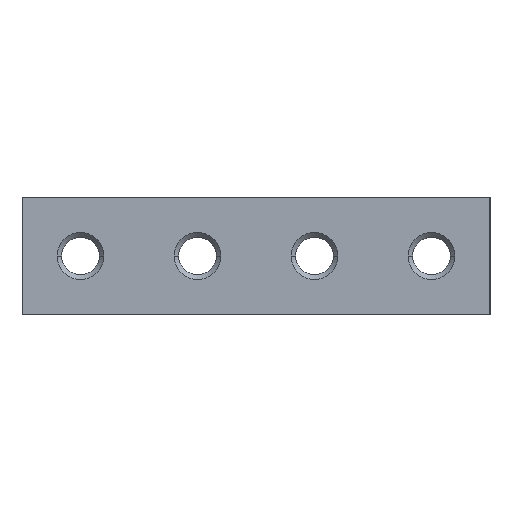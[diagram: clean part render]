
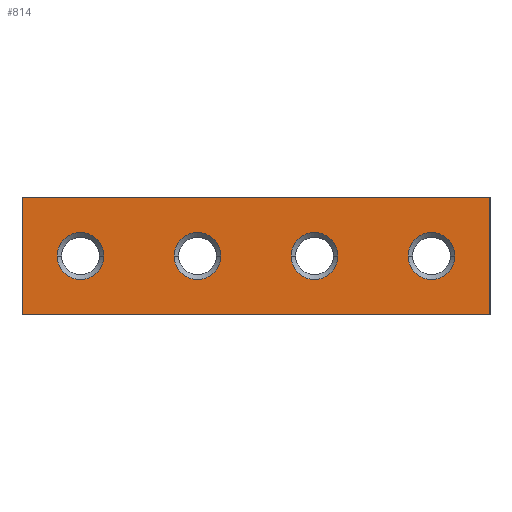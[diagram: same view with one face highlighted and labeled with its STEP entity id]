
A CAD part, left-side view. The second image highlights one B-rep face of the part: STEP entity #814.
In plain terms, the highlighted planar face has unit normal (-1, 0, 0).
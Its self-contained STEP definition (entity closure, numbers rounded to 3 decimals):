
#814=ADVANCED_FACE('',(#1959,#1960,#1961,#1962,#1963),#1964,.T.);
#1959=FACE_BOUND('',#3360,.T.);
#1960=FACE_BOUND('',#3361,.T.);
#1961=FACE_BOUND('',#3362,.T.);
#1962=FACE_BOUND('',#3363,.T.);
#1963=FACE_OUTER_BOUND('',#3364,.T.);
#1964=PLANE('',#3365);
#3360=EDGE_LOOP('',(#5783,#5784));
#3361=EDGE_LOOP('',(#5785,#5786));
#3362=EDGE_LOOP('',(#5787,#5788));
#3363=EDGE_LOOP('',(#5789,#5790));
#3364=EDGE_LOOP('',(#5791,#5792,#5793,#5794));
#3365=AXIS2_PLACEMENT_3D('',#5795,#5796,#5797);
#5783=ORIENTED_EDGE('',*,*,#8612,.F.);
#5784=ORIENTED_EDGE('',*,*,#8516,.F.);
#5785=ORIENTED_EDGE('',*,*,#8194,.F.);
#5786=ORIENTED_EDGE('',*,*,#8212,.F.);
#5787=ORIENTED_EDGE('',*,*,#8026,.F.);
#5788=ORIENTED_EDGE('',*,*,#8613,.F.);
#5789=ORIENTED_EDGE('',*,*,#8614,.F.);
#5790=ORIENTED_EDGE('',*,*,#8615,.F.);
#5791=ORIENTED_EDGE('',*,*,#8370,.T.);
#5792=ORIENTED_EDGE('',*,*,#8473,.F.);
#5793=ORIENTED_EDGE('',*,*,#7991,.F.);
#5794=ORIENTED_EDGE('',*,*,#8616,.T.);
#5795=CARTESIAN_POINT('',(0.0,0.,0.0));
#5796=DIRECTION('',(-1.0,0.,0.0));
#5797=DIRECTION('',(0.0,0.0,1.0));
#7991=EDGE_CURVE('',#9597,#9599,#9600,.T.);
#8026=EDGE_CURVE('',#9656,#9652,#9658,.T.);
#8194=EDGE_CURVE('',#9910,#9906,#9912,.T.);
#8212=EDGE_CURVE('',#9906,#9910,#9938,.T.);
#8370=EDGE_CURVE('',#10175,#10173,#10176,.T.);
#8473=EDGE_CURVE('',#9599,#10173,#10329,.T.);
#8516=EDGE_CURVE('',#10385,#10387,#10388,.T.);
#8612=EDGE_CURVE('',#10387,#10385,#10506,.T.);
#8613=EDGE_CURVE('',#9652,#9656,#10507,.T.);
#8614=EDGE_CURVE('',#10508,#10509,#10510,.T.);
#8615=EDGE_CURVE('',#10509,#10508,#10511,.T.);
#8616=EDGE_CURVE('',#9597,#10175,#10512,.T.);
#9597=VERTEX_POINT('',#11633);
#9599=VERTEX_POINT('',#11636);
#9600=LINE('',#11637,#11638);
#9652=VERTEX_POINT('',#11704);
#9656=VERTEX_POINT('',#11709);
#9658=CIRCLE('',#11712,10.04);
#9906=VERTEX_POINT('',#12020);
#9910=VERTEX_POINT('',#12025);
#9912=CIRCLE('',#12028,10.04);
#9938=CIRCLE('',#12058,10.04);
#10173=VERTEX_POINT('',#12348);
#10175=VERTEX_POINT('',#12351);
#10176=LINE('',#12352,#12353);
#10329=LINE('',#12517,#12518);
#10385=VERTEX_POINT('',#12588);
#10387=VERTEX_POINT('',#12591);
#10388=CIRCLE('',#12592,10.04);
#10506=CIRCLE('',#12741,10.04);
#10507=CIRCLE('',#12742,10.04);
#10508=VERTEX_POINT('',#12743);
#10509=VERTEX_POINT('',#12744);
#10510=CIRCLE('',#12745,10.04);
#10511=CIRCLE('',#12746,10.04);
#10512=LINE('',#12747,#12748);
#11633=CARTESIAN_POINT('',(0.0,0.,-50.0));
#11636=CARTESIAN_POINT('',(0.0,200.0,-50.0));
#11637=CARTESIAN_POINT('',(0.0,0.,-50.0));
#11638=VECTOR('',#13982,1.0);
#11704=CARTESIAN_POINT('',(0.,114.96,-25.0));
#11709=CARTESIAN_POINT('',(0.0,135.04,-25.0));
#11712=AXIS2_PLACEMENT_3D('',#14032,#14033,#14034);
#12020=CARTESIAN_POINT('',(0.,64.96,-25.0));
#12025=CARTESIAN_POINT('',(0.0,85.04,-25.0));
#12028=AXIS2_PLACEMENT_3D('',#14292,#14293,#14294);
#12058=AXIS2_PLACEMENT_3D('',#14320,#14321,#14322);
#12348=CARTESIAN_POINT('',(0.0,200.0,0.0));
#12351=CARTESIAN_POINT('',(0.0,0.,0.0));
#12352=CARTESIAN_POINT('',(0.0,0.,0.0));
#12353=VECTOR('',#14577,1.0);
#12517=CARTESIAN_POINT('',(0.0,200.0,-12.0));
#12518=VECTOR('',#14826,1.0);
#12588=CARTESIAN_POINT('',(0.,14.96,-25.0));
#12591=CARTESIAN_POINT('',(0.0,35.04,-25.0));
#12592=AXIS2_PLACEMENT_3D('',#14881,#14882,#14883);
#12741=AXIS2_PLACEMENT_3D('',#15008,#15009,#15010);
#12742=AXIS2_PLACEMENT_3D('',#15011,#15012,#15013);
#12743=CARTESIAN_POINT('',(0.0,185.04,-25.0));
#12744=CARTESIAN_POINT('',(0.,164.96,-25.0));
#12745=AXIS2_PLACEMENT_3D('',#15014,#15015,#15016);
#12746=AXIS2_PLACEMENT_3D('',#15017,#15018,#15019);
#12747=CARTESIAN_POINT('',(0.0,0.,-50.0));
#12748=VECTOR('',#15020,1.0);
#13982=DIRECTION('',(0.,1.0,0.0));
#14032=CARTESIAN_POINT('',(0.0,125.0,-25.0));
#14033=DIRECTION('',(-1.0,0.,0.0));
#14034=DIRECTION('',(0.,-1.0,0.0));
#14292=CARTESIAN_POINT('',(0.0,75.0,-25.0));
#14293=DIRECTION('',(-1.0,0.,0.0));
#14294=DIRECTION('',(0.,-1.0,0.0));
#14320=CARTESIAN_POINT('',(0.0,75.0,-25.0));
#14321=DIRECTION('',(-1.0,0.,0.0));
#14322=DIRECTION('',(0.,-1.0,0.0));
#14577=DIRECTION('',(0.,1.0,0.0));
#14826=DIRECTION('',(0.0,0.0,1.0));
#14881=CARTESIAN_POINT('',(0.0,25.0,-25.0));
#14882=DIRECTION('',(-1.0,0.,0.0));
#14883=DIRECTION('',(0.,-1.0,0.0));
#15008=CARTESIAN_POINT('',(0.0,25.0,-25.0));
#15009=DIRECTION('',(-1.0,0.,0.0));
#15010=DIRECTION('',(0.,-1.0,0.0));
#15011=CARTESIAN_POINT('',(0.0,125.0,-25.0));
#15012=DIRECTION('',(-1.0,0.,0.0));
#15013=DIRECTION('',(0.,-1.0,0.0));
#15014=CARTESIAN_POINT('',(0.0,175.0,-25.0));
#15015=DIRECTION('',(-1.0,0.,0.0));
#15016=DIRECTION('',(0.,-1.0,0.0));
#15017=CARTESIAN_POINT('',(0.0,175.0,-25.0));
#15018=DIRECTION('',(-1.0,0.,0.0));
#15019=DIRECTION('',(0.,-1.0,0.0));
#15020=DIRECTION('',(0.0,0.0,1.0));
